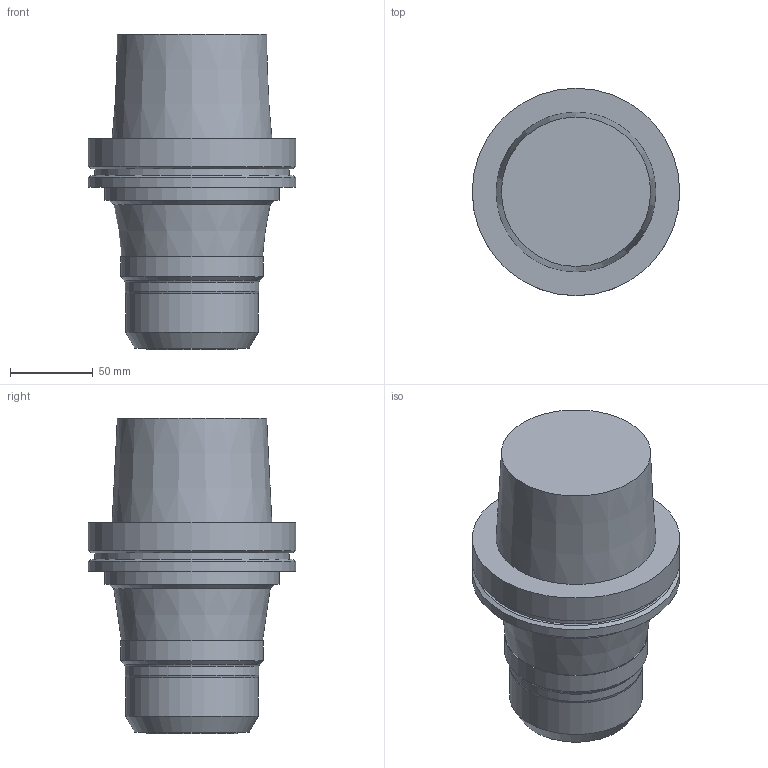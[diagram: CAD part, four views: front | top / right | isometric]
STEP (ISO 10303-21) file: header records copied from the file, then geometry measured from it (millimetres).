
FILE_DESCRIPTION((''),'1');
FILE_NAME('HSK-A125-MEGA1.250DPG-5.stp','2018-02-01T05:16:05',(''),(''),'Spatial Interop R21 SP3','Kubotek KeyCreator 2011 V10.0.2 (22737)',' ');
FILE_SCHEMA(('automotive_design'));
Length unit declared in the file: millimetre
Products named in the file (1): Unnamed[1]
Bounding box: 125 x 125 x 190 mm (x, y, z)
Volume: 1348665.3 mm3; surface area: 79102.7 mm2
Topology: 1 solids, 1 shells, 26 faces, 42 edges, 25 vertices
Faces by surface type: plane 9, cone 9, cylinder 8
Full cylindrical faces by diameter (mm): 55.1 x1, 80 x1, 80.7 x1, 86 x1, 105 x1, 117 x1, 125 x2
Entity records: 979 total; most frequent: DIRECTION 104, PRESENTATION_STYLE_ASSIGNMENT 79, COLOUR_RGB 79, CARTESIAN_POINT 77, STYLED_ITEM 52, AXIS2_PLACEMENT_3D 52, CURVE_STYLE 52, DRAUGHTING_PRE_DEFINED_CURVE_FONT 52
